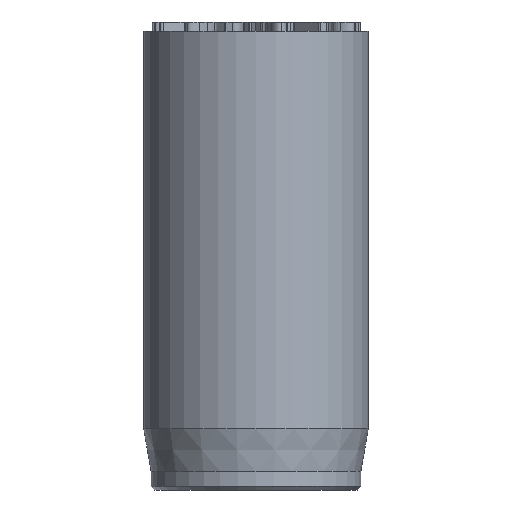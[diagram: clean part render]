
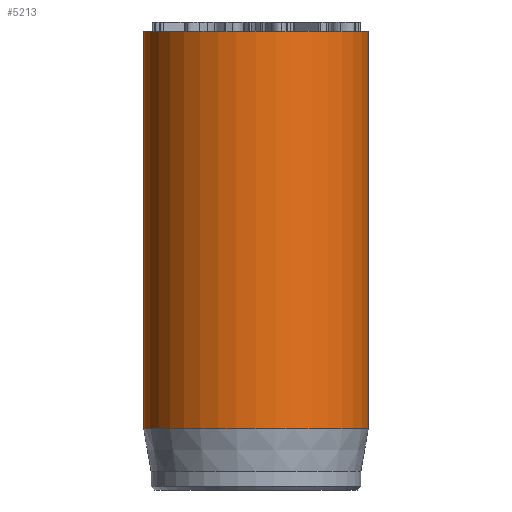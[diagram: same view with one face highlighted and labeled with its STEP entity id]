
A CAD part, front view. The second image highlights one B-rep face of the part: STEP entity #5213.
In plain terms, the highlighted cylindrical face has radius 6 mm (diameter 12 mm), a full revolution.
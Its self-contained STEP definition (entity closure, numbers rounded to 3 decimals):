
#32=CYLINDRICAL_SURFACE('',#5419,6.);
#44=CIRCLE('',#5387,6.);
#60=CIRCLE('',#5417,6.);
#61=CIRCLE('',#5418,6.);
#472=FACE_OUTER_BOUND('',#775,.T.);
#775=EDGE_LOOP('',(#4693,#4694,#4695,#4696,#4697));
#1203=LINE('',#9681,#1639);
#1639=VECTOR('',#6121,6.);
#2441=VERTEX_POINT('',#9621);
#2457=VERTEX_POINT('',#9675);
#2458=VERTEX_POINT('',#9676);
#3186=EDGE_CURVE('',#2441,#2441,#44,.T.);
#3210=EDGE_CURVE('',#2457,#2458,#60,.T.);
#3211=EDGE_CURVE('',#2458,#2457,#61,.T.);
#3213=EDGE_CURVE('',#2441,#2457,#1203,.T.);
#4693=ORIENTED_EDGE('',*,*,#3186,.T.);
#4694=ORIENTED_EDGE('',*,*,#3213,.T.);
#4695=ORIENTED_EDGE('',*,*,#3210,.T.);
#4696=ORIENTED_EDGE('',*,*,#3211,.T.);
#4697=ORIENTED_EDGE('',*,*,#3213,.F.);
#5213=ADVANCED_FACE('',(#472),#32,.T.);
#5387=AXIS2_PLACEMENT_3D('',#9622,#6046,#6047);
#5417=AXIS2_PLACEMENT_3D('',#9677,#6114,#6115);
#5418=AXIS2_PLACEMENT_3D('',#9678,#6116,#6117);
#5419=AXIS2_PLACEMENT_3D('',#9680,#6119,#6120);
#6046=DIRECTION('center_axis',(0.,0.,-1.));
#6047=DIRECTION('ref_axis',(-1.,0.,0.));
#6114=DIRECTION('center_axis',(0.,0.,1.));
#6115=DIRECTION('ref_axis',(-1.,0.,0.));
#6116=DIRECTION('center_axis',(0.,0.,1.));
#6117=DIRECTION('ref_axis',(-1.,0.,0.));
#6119=DIRECTION('center_axis',(0.,0.,1.));
#6120=DIRECTION('ref_axis',(-1.,0.,0.));
#6121=DIRECTION('',(0.,0.,-1.));
#9621=CARTESIAN_POINT('',(6.,0.,24.5));
#9622=CARTESIAN_POINT('Origin',(0.,0.,24.5));
#9675=CARTESIAN_POINT('',(6.,0.,3.269));
#9676=CARTESIAN_POINT('',(-6.,0.,3.269));
#9677=CARTESIAN_POINT('Origin',(0.,0.,3.269));
#9678=CARTESIAN_POINT('Origin',(0.,0.,3.269));
#9680=CARTESIAN_POINT('Origin',(0.,0.,0.));
#9681=CARTESIAN_POINT('',(6.,0.,0.));
